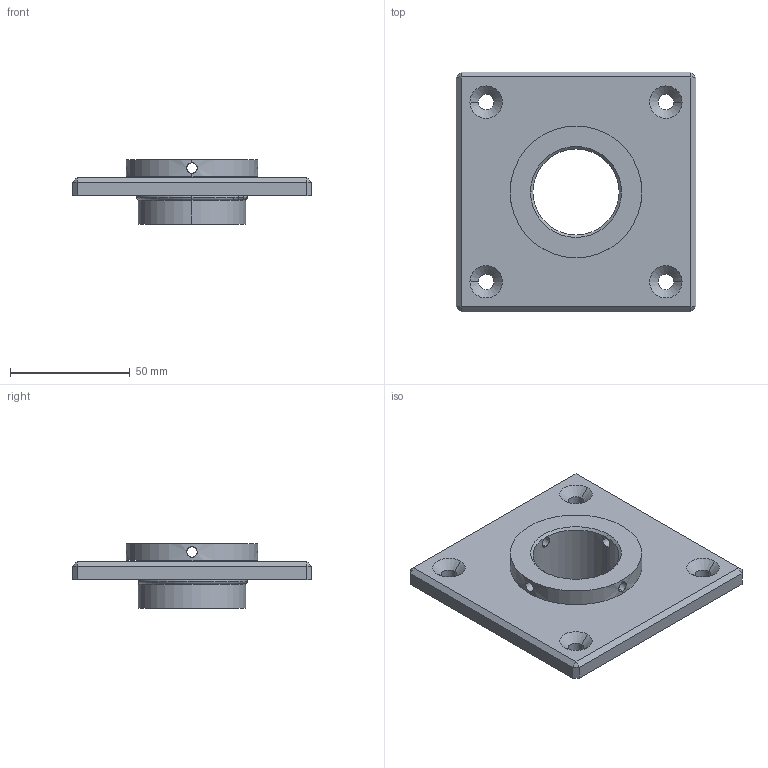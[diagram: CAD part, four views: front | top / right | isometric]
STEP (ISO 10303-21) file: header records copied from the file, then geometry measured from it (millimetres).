
FILE_DESCRIPTION (( 'STEP AP203' ), '1' );
FILE_NAME ('180-6026-03-S.STEP', '2021-04-16T08:41:38', ( '' ), ( '' ), 'SwSTEP 2.0', 'SolidWorks 2018', '' );
FILE_SCHEMA (( 'CONFIG_CONTROL_DESIGN' ));
Length unit declared in the file: millimetre
Products named in the file (2): 180-6026-03-S
Bounding box: 100 x 100 x 27 mm (x, y, z)
Volume: 78322.8 mm3; surface area: 33851.1 mm2
Topology: 4 solids, 4 shells, 399 faces, 1050 edges, 690 vertices
Faces by surface type: plane 170, bspline 165, cylinder 48, cone 12, torus 4
Entity records: 21315 total; most frequent: CARTESIAN_POINT 12360, ORIENTED_EDGE 2100, DIRECTION 1266, EDGE_CURVE 1050, VERTEX_POINT 690, VECTOR 598, LINE 598, EDGE_LOOP 454
